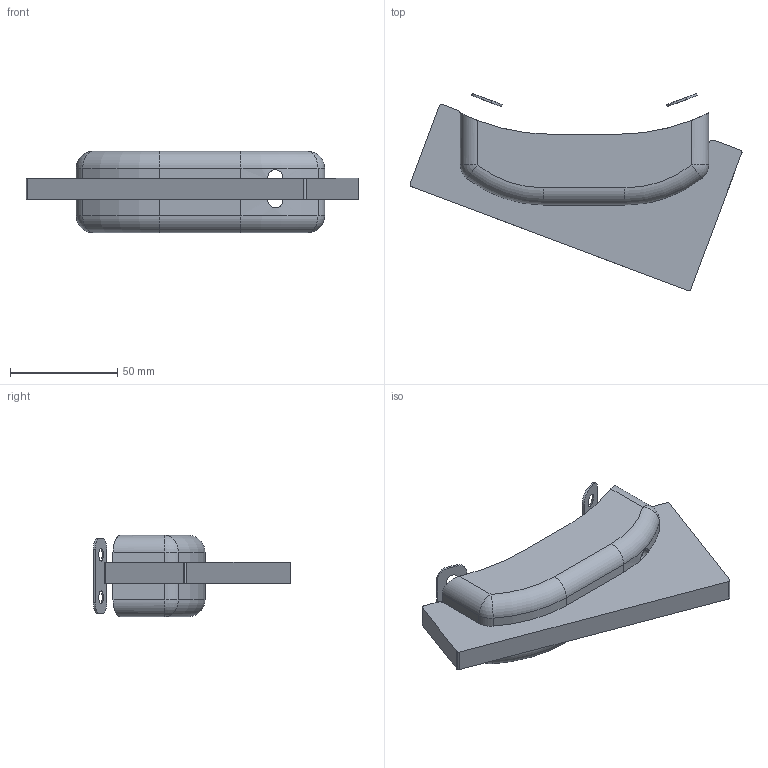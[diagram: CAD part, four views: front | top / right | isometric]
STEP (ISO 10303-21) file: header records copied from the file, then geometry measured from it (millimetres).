
FILE_DESCRIPTION (( 'STEP AP214' ), '1' );
FILE_NAME ('lion collar payload rechargeable - enclosure.STEP', '2020-08-25T09:33:28', ( '' ), ( '' ), 'SwSTEP 2.0', 'SolidWorks 2016', '' );
FILE_SCHEMA (( 'AUTOMOTIVE_DESIGN' ));
Length unit declared in the file: millimetre
Products named in the file (1): lion collar payload rechargeable - enclosure
Bounding box: 155.1 x 92.12 x 38 mm (x, y, z)
Volume: 104730.8 mm3; surface area: 39867.8 mm2
Topology: 4 solids, 4 shells, 141 faces, 363 edges, 234 vertices
Faces by surface type: cylinder 66, plane 59, cone 8, sphere 4, torus 4
Entity records: 4818 total; most frequent: CARTESIAN_POINT 1223, DIRECTION 763, ORIENTED_EDGE 718, EDGE_CURVE 359, AXIS2_PLACEMENT_3D 282, VERTEX_POINT 234, VECTOR 199, LINE 199
